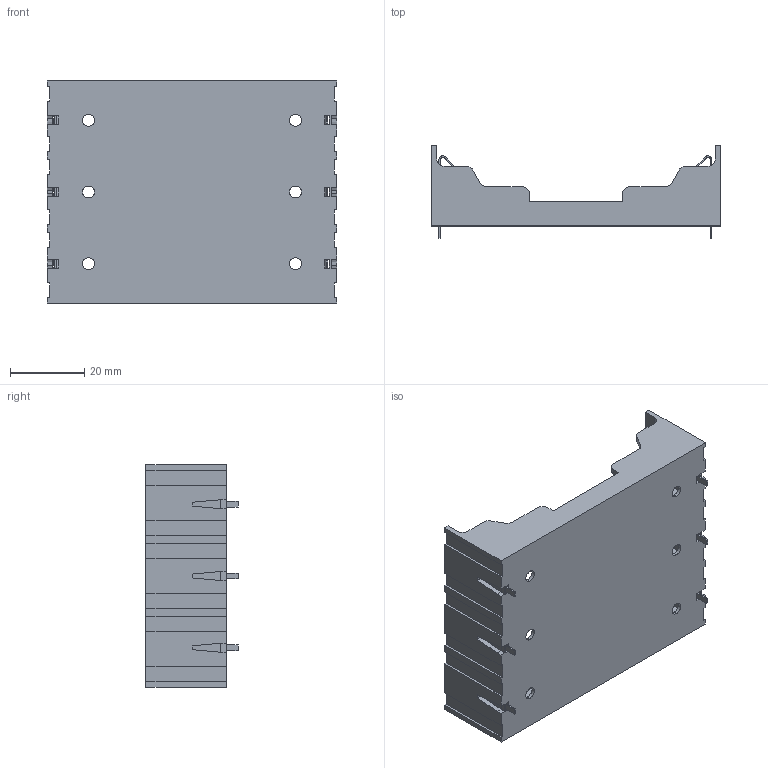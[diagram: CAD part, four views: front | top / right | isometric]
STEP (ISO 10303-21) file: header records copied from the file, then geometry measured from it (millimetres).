
FILE_DESCRIPTION (( 'STEP AP214' ), '1' );
FILE_NAME ('BK-18650-PC6.STEP', '2020-01-02T22:56:10', ( '' ), ( '' ), 'SwSTEP 2.0', 'SolidWorks 2017', '' );
FILE_SCHEMA (( 'AUTOMOTIVE_DESIGN' ));
Length unit declared in the file: millimetre
Products named in the file (1): BK-18650-PC6
Bounding box: 77.7 x 24.74 x 59.69 mm (x, y, z)
Volume: 12826.6 mm3; surface area: 22806.4 mm2
Topology: 7 solids, 7 shells, 434 faces, 1236 edges, 816 vertices
Faces by surface type: plane 370, cylinder 64
Entity records: 14076 total; most frequent: CARTESIAN_POINT 2487, ORIENTED_EDGE 2472, DIRECTION 2234, EDGE_CURVE 1236, LINE 1108, VECTOR 1108, VERTEX_POINT 816, AXIS2_PLACEMENT_3D 563
